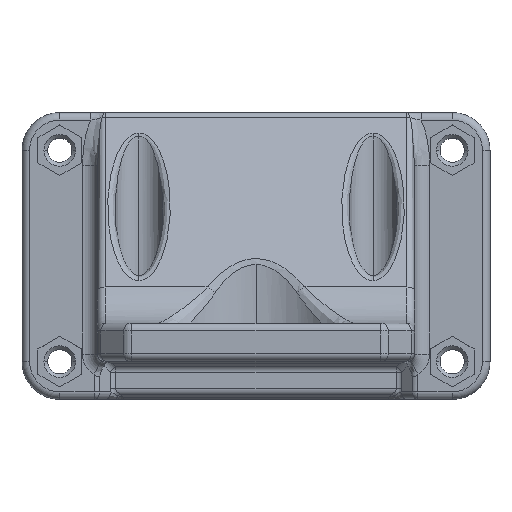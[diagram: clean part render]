
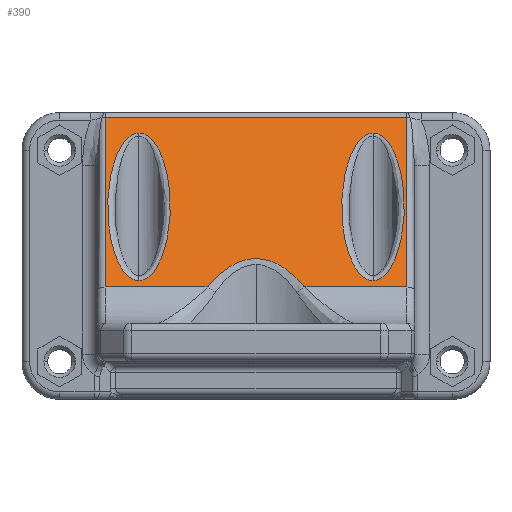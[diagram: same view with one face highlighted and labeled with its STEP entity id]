
A CAD part, top view. The second image highlights one B-rep face of the part: STEP entity #390.
In plain terms, the highlighted planar face has unit normal (0, 0.391, 0.92).
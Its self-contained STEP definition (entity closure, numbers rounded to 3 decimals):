
#186 = CARTESIAN_POINT ( 'NONE',  ( -66.201, 2.874, -10.431 ) ) ;
#257 = CARTESIAN_POINT ( 'NONE',  ( -88.905, 2.874, -10.431 ) ) ;
#261 = AXIS2_PLACEMENT_3D ( 'NONE', #4696, #4275, #3770 ) ;
#291 = CARTESIAN_POINT ( 'NONE',  ( -88.059, 2.02, -10.069 ) ) ;
#378 = EDGE_CURVE ( 'NONE', #2825, #505, #2871, .T. ) ;
#390 = ADVANCED_FACE ( 'NONE', ( #5160, #2811, #1882 ), #1949, .T. ) ;
#401 = CARTESIAN_POINT ( 'NONE',  ( -105.505, 22.428, -18.731 ) ) ;
#414 = VERTEX_POINT ( 'NONE', #1529 ) ;
#505 = VERTEX_POINT ( 'NONE', #2940 ) ;
#519 = CARTESIAN_POINT ( 'NONE',  ( -57.901, 2.874, -10.431 ) ) ;
#533 = EDGE_CURVE ( 'NONE', #2179, #5052, #4027, .T. ) ;
#538 = CARTESIAN_POINT ( 'NONE',  ( -101.703, 25.416, -20. ) ) ;
#693 = VECTOR ( 'NONE', #4846, 1000. ) ;
#737 = CARTESIAN_POINT ( 'NONE',  ( -66.201, 22.428, -18.731 ) ) ;
#823 = ORIENTED_EDGE ( 'NONE', *, *, #2488, .T. ) ;
#879 = CARTESIAN_POINT ( 'NONE',  ( -101.703, 24.537, -19.627 ) ) ;
#908 = ORIENTED_EDGE ( 'NONE', *, *, #2560, .T. ) ;
#1029 = CARTESIAN_POINT ( 'NONE',  ( 0., 2.02, -10.069 ) ) ;
#1081 = CARTESIAN_POINT ( 'NONE',  ( -97.205, 22.428, -18.731 ) ) ;
#1177 = CARTESIAN_POINT ( 'NONE',  ( -88.059, 2.02, -10.069 ) ) ;
#1387 = ORIENTED_EDGE ( 'NONE', *, *, #2636, .T. ) ;
#1405 = VECTOR ( 'NONE', #2402, 1000. ) ;
#1517 = LINE ( 'NONE', #4732, #1405 ) ;
#1529 = CARTESIAN_POINT ( 'NONE',  ( -66.201, 2.874, -10.431 ) ) ;
#1590 = CARTESIAN_POINT ( 'NONE',  ( -97.205, 22.428, -18.731 ) ) ;
#1595 = EDGE_LOOP ( 'NONE', ( #1387, #5454 ) ) ;
#1658 = LINE ( 'NONE', #5886, #4727 ) ;
#1865 = ORIENTED_EDGE ( 'NONE', *, *, #378, .T. ) ;
#1882 = FACE_OUTER_BOUND ( 'NONE', #3283, .T. ) ;
#1928 = CARTESIAN_POINT ( 'NONE',  ( -66.201, 2.874, -10.431 ) ) ;
#1949 = PLANE ( 'NONE',  #261 ) ;
#1963 = VERTEX_POINT ( 'NONE', #2896 ) ;
#2074 = VERTEX_POINT ( 'NONE', #1081 ) ;
#2106 = EDGE_LOOP ( 'NONE', ( #823, #3475 ) ) ;
#2171 = DIRECTION ( 'NONE',  ( 0., 0.921, -0.391 ) ) ;
#2179 = VERTEX_POINT ( 'NONE', #291 ) ;
#2246 = VERTEX_POINT ( 'NONE', #2824 ) ;
#2402 = DIRECTION ( 'NONE',  ( -1., 0., 0. ) ) ;
#2426 = DIRECTION ( 'NONE',  ( 0., -0.921, 0.391 ) ) ;
#2488 = EDGE_CURVE ( 'NONE', #1963, #2074, #3232, .T. ) ;
#2496 = CARTESIAN_POINT ( 'NONE',  ( -84.002, 7.121, -12.234 ) ) ;
#2553 = CARTESIAN_POINT ( 'NONE',  ( -79.404, 7.121, -12.234 ) ) ;
#2560 = EDGE_CURVE ( 'NONE', #2733, #2825, #1517, .T. ) ;
#2587 = CARTESIAN_POINT ( 'NONE',  ( -75.347, 2.02, -10.069 ) ) ;
#2636 = EDGE_CURVE ( 'NONE', #414, #3322, #3857, .T. ) ;
#2728 = CARTESIAN_POINT ( 'NONE',  ( -105.505, 2.874, -10.431 ) ) ;
#2733 = VERTEX_POINT ( 'NONE', #5007 ) ;
#2777 = ORIENTED_EDGE ( 'NONE', *, *, #2923, .T. ) ;
#2811 = FACE_BOUND ( 'NONE', #2106, .T. ) ;
#2824 = CARTESIAN_POINT ( 'NONE',  ( -61.703, 2.02, -10.069 ) ) ;
#2825 = VERTEX_POINT ( 'NONE', #879 ) ;
#2832 = EDGE_CURVE ( 'NONE', #505, #2179, #4783, .T. ) ;
#2865 = ORIENTED_EDGE ( 'NONE', *, *, #3944, .T. ) ;
#2867 = DIRECTION ( 'NONE',  ( 1., 0., 0. ) ) ;
#2871 = LINE ( 'NONE', #538, #3390 ) ;
#2896 = CARTESIAN_POINT ( 'NONE',  ( -97.205, 2.874, -10.431 ) ) ;
#2923 = EDGE_CURVE ( 'NONE', #2246, #2733, #1658, .T. ) ;
#2940 = CARTESIAN_POINT ( 'NONE',  ( -101.703, 2.02, -10.069 ) ) ;
#3078 = CARTESIAN_POINT ( 'NONE',  ( -97.205, 2.874, -10.431 ) ) ;
#3189 = CARTESIAN_POINT ( 'NONE',  ( -97.205, 2.874, -10.431 ) ) ;
#3232 =( BOUNDED_CURVE ( )  B_SPLINE_CURVE ( 3, ( #3189, #2728, #401, #3742 ),
 .UNSPECIFIED., .F., .F. ) 
 B_SPLINE_CURVE_WITH_KNOTS ( ( 4, 4 ),
 ( 0., 3.142 ),
 .UNSPECIFIED. ) 
 CURVE ( )  GEOMETRIC_REPRESENTATION_ITEM ( )  RATIONAL_B_SPLINE_CURVE ( ( 1., 0.333, 0.333, 1. ) ) 
 REPRESENTATION_ITEM ( '' )  );
#3283 = EDGE_LOOP ( 'NONE', ( #2777, #908, #1865, #4991, #5730, #2865 ) ) ;
#3284 = CARTESIAN_POINT ( 'NONE',  ( -66.201, 22.428, -18.731 ) ) ;
#3313 = CARTESIAN_POINT ( 'NONE',  ( -57.901, 22.428, -18.731 ) ) ;
#3322 = VERTEX_POINT ( 'NONE', #737 ) ;
#3386 = LINE ( 'NONE', #1029, #4153 ) ;
#3390 = VECTOR ( 'NONE', #2426, 1000. ) ;
#3428 = CARTESIAN_POINT ( 'NONE',  ( -74.501, 22.428, -18.731 ) ) ;
#3475 = ORIENTED_EDGE ( 'NONE', *, *, #4511, .T. ) ;
#3742 = CARTESIAN_POINT ( 'NONE',  ( -97.205, 22.428, -18.731 ) ) ;
#3770 = DIRECTION ( 'NONE',  ( -1., 0., 0. ) ) ;
#3857 =( BOUNDED_CURVE ( )  B_SPLINE_CURVE ( 3, ( #186, #3894, #3428, #5219 ),
 .UNSPECIFIED., .F., .T. ) 
 B_SPLINE_CURVE_WITH_KNOTS ( ( 4, 4 ),
 ( 0., 3.142 ),
 .UNSPECIFIED. ) 
 CURVE ( )  GEOMETRIC_REPRESENTATION_ITEM ( )  RATIONAL_B_SPLINE_CURVE ( ( 1., 0.333, 0.333, 1. ) ) 
 REPRESENTATION_ITEM ( '' )  );
#3894 = CARTESIAN_POINT ( 'NONE',  ( -74.501, 2.874, -10.431 ) ) ;
#3944 = EDGE_CURVE ( 'NONE', #5052, #2246, #3386, .T. ) ;
#4027 =( BOUNDED_CURVE ( )  B_SPLINE_CURVE ( 3, ( #1177, #2496, #2553, #2587 ),
 .UNSPECIFIED., .F., .T. ) 
 B_SPLINE_CURVE_WITH_KNOTS ( ( 4, 4 ),
 ( 2.651, 3.632 ),
 .UNSPECIFIED. ) 
 CURVE ( )  GEOMETRIC_REPRESENTATION_ITEM ( )  RATIONAL_B_SPLINE_CURVE ( ( 1., 0.921, 0.921, 1. ) ) 
 REPRESENTATION_ITEM ( '' )  );
#4153 = VECTOR ( 'NONE', #2867, 1000. ) ;
#4269 =( BOUNDED_CURVE ( )  B_SPLINE_CURVE ( 3, ( #1590, #5916, #257, #3078 ),
 .UNSPECIFIED., .F., .T. ) 
 B_SPLINE_CURVE_WITH_KNOTS ( ( 4, 4 ),
 ( 3.142, 6.283 ),
 .UNSPECIFIED. ) 
 CURVE ( )  GEOMETRIC_REPRESENTATION_ITEM ( )  RATIONAL_B_SPLINE_CURVE ( ( 1., 0.333, 0.333, 1. ) ) 
 REPRESENTATION_ITEM ( '' )  );
#4275 = DIRECTION ( 'NONE',  ( 0., 0.391, 0.921 ) ) ;
#4323 = CARTESIAN_POINT ( 'NONE',  ( 0., 2.02, -10.069 ) ) ;
#4511 = EDGE_CURVE ( 'NONE', #2074, #1963, #4269, .T. ) ;
#4696 = CARTESIAN_POINT ( 'NONE',  ( 0., 25.416, -20. ) ) ;
#4727 = VECTOR ( 'NONE', #2171, 1000. ) ;
#4732 = CARTESIAN_POINT ( 'NONE',  ( 0., 24.537, -19.627 ) ) ;
#4783 = LINE ( 'NONE', #4323, #693 ) ;
#4846 = DIRECTION ( 'NONE',  ( 1., 0., 0. ) ) ;
#4991 = ORIENTED_EDGE ( 'NONE', *, *, #2832, .T. ) ;
#5007 = CARTESIAN_POINT ( 'NONE',  ( -61.703, 24.537, -19.627 ) ) ;
#5052 = VERTEX_POINT ( 'NONE', #5534 ) ;
#5160 = FACE_BOUND ( 'NONE', #1595, .T. ) ;
#5219 = CARTESIAN_POINT ( 'NONE',  ( -66.201, 22.428, -18.731 ) ) ;
#5454 = ORIENTED_EDGE ( 'NONE', *, *, #5581, .T. ) ;
#5534 = CARTESIAN_POINT ( 'NONE',  ( -75.347, 2.02, -10.069 ) ) ;
#5581 = EDGE_CURVE ( 'NONE', #3322, #414, #5714, .T. ) ;
#5714 =( BOUNDED_CURVE ( )  B_SPLINE_CURVE ( 3, ( #3284, #3313, #519, #1928 ),
 .UNSPECIFIED., .F., .T. ) 
 B_SPLINE_CURVE_WITH_KNOTS ( ( 4, 4 ),
 ( 3.142, 6.283 ),
 .UNSPECIFIED. ) 
 CURVE ( )  GEOMETRIC_REPRESENTATION_ITEM ( )  RATIONAL_B_SPLINE_CURVE ( ( 1., 0.333, 0.333, 1. ) ) 
 REPRESENTATION_ITEM ( '' )  );
#5730 = ORIENTED_EDGE ( 'NONE', *, *, #533, .T. ) ;
#5886 = CARTESIAN_POINT ( 'NONE',  ( -61.703, 25.416, -20. ) ) ;
#5916 = CARTESIAN_POINT ( 'NONE',  ( -88.905, 22.428, -18.731 ) ) ;
